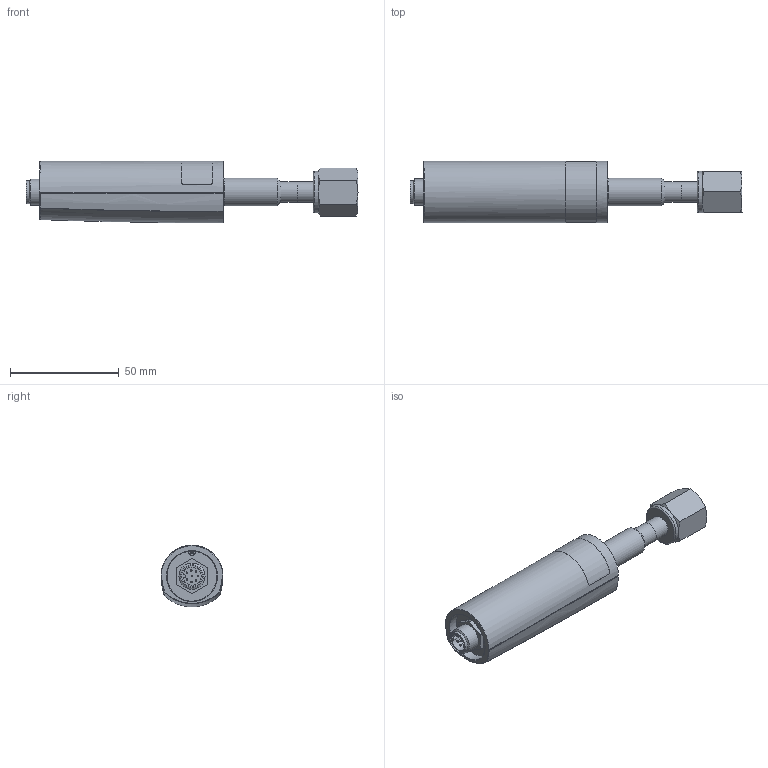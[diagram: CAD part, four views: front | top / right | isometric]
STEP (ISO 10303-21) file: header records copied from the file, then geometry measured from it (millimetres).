
FILE_DESCRIPTION((''),'2;1');
FILE_NAME('CDG020D_M12_4-VCRf.stp','2012-06-28T07:14:07',('BEM'),(''),'Autodesk Inventor 2012','Autodesk Inventor 2012','');
FILE_SCHEMA(('AUTOMOTIVE_DESIGN { 1 0 10303 214 1 1 1 1 }'));
Length unit declared in the file: millimetre
Products named in the file (1): CDG020D_M12_4-VCRf
Bounding box: 152.31 x 28.3 x 28.28 mm (x, y, z)
Volume: 31466.3 mm3; surface area: 32088.3 mm2
Topology: 1 solids, 1 shells, 774 faces, 2086 edges, 1312 vertices
Faces by surface type: plane 446, cylinder 242, torus 42, cone 29, bspline 13, sphere 2
Full cylindrical faces by diameter (mm): 0.6 x4, 0.75 x8, 0.8 x8, 0.85 x8, 1 x2, 1.1 x1, 1.4 x1, 2.013 x2, 6.4 x1, 7.9 x1, 9.45 x1, 9.5 x1, 9.525 x1, 9.55 x1, 9.9 x1, 10.2 x2, 10.5 x2, 11.3 x1, 12 x2, 12.4 x1, 12.6 x1, 12.7 x1, 13.5 x1, 14 x2, 14.4 x1, 16 x1, 17.5 x1, 19 x1, 23 x1
Entity records: 25908 total; most frequent: CARTESIAN_POINT 5799, DIRECTION 4064, ORIENTED_EDGE 3946, EDGE_CURVE 1973, AXIS2_PLACEMENT_3D 1427, VERTEX_POINT 1289, VECTOR 1210, LINE 1210
